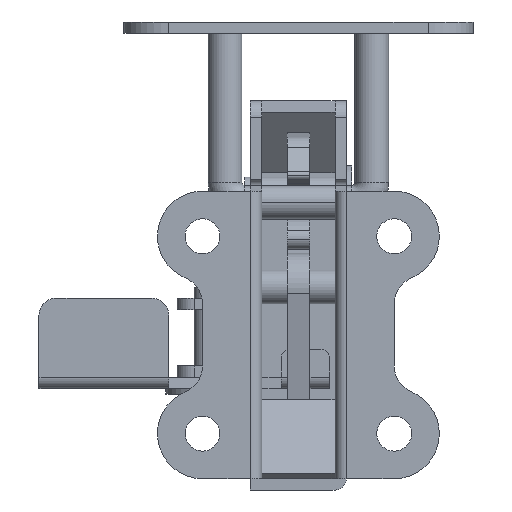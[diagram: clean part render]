
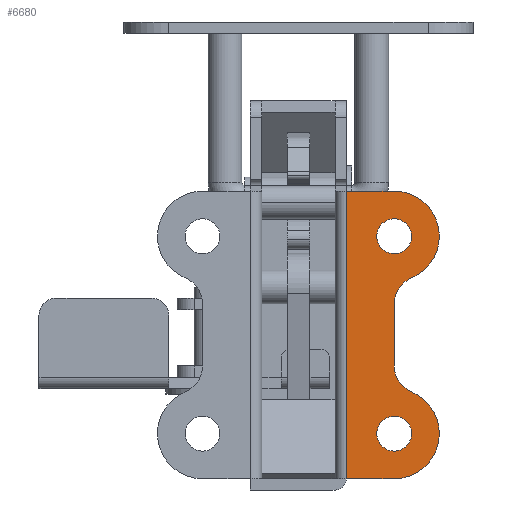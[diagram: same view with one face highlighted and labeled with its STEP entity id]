
A CAD part, front view. The second image highlights one B-rep face of the part: STEP entity #6680.
In plain terms, the highlighted face is planar.
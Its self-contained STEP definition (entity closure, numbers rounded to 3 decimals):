
#107 = CARTESIAN_POINT ( 'NONE',  ( -0.5, 22.4, -8.5 ) ) ;
#114 = EDGE_CURVE ( 'NONE', #6988, #5205, #2075, .T. ) ;
#159 = DIRECTION ( 'NONE',  ( -1., 0., 0. ) ) ;
#431 = CIRCLE ( 'NONE', #8435, 5. ) ;
#434 = CARTESIAN_POINT ( 'NONE',  ( -0.5, 22.4, -8.5 ) ) ;
#439 = DIRECTION ( 'NONE',  ( 0., -1., 0. ) ) ;
#459 = CARTESIAN_POINT ( 'NONE',  ( 19.5, 22.4, -17. ) ) ;
#547 = AXIS2_PLACEMENT_3D ( 'NONE', #8801, #7868, #6950 ) ;
#638 = VERTEX_POINT ( 'NONE', #4212 ) ;
#756 = AXIS2_PLACEMENT_3D ( 'NONE', #2730, #1779, #822 ) ;
#822 = DIRECTION ( 'NONE',  ( -1., 0., 0. ) ) ;
#980 = ORIENTED_EDGE ( 'NONE', *, *, #5324, .T. ) ;
#1052 = EDGE_CURVE ( 'NONE', #4721, #5788, #1124, .T. ) ;
#1053 = LINE ( 'NONE', #107, #4447 ) ;
#1104 = CARTESIAN_POINT ( 'NONE',  ( 19.5, 22.4, -17. ) ) ;
#1124 = CIRCLE ( 'NONE', #547, 3.1 ) ;
#1202 = CIRCLE ( 'NONE', #3632, 3.1 ) ;
#1209 = VERTEX_POINT ( 'NONE', #6333 ) ;
#1235 = EDGE_CURVE ( 'NONE', #5205, #8700, #431, .T. ) ;
#1240 = DIRECTION ( 'NONE',  ( 1., 0., 0. ) ) ;
#1267 = ORIENTED_EDGE ( 'NONE', *, *, #6161, .T. ) ;
#1362 = EDGE_LOOP ( 'NONE', ( #3081, #980, #5066, #6789, #1267, #2593, #5497, #1941 ) ) ;
#1396 = CARTESIAN_POINT ( 'NONE',  ( 19.5, 22.4, -22. ) ) ;
#1493 = PLANE ( 'NONE',  #4820 ) ;
#1779 = DIRECTION ( 'NONE',  ( 0., 1., 0. ) ) ;
#1941 = ORIENTED_EDGE ( 'NONE', *, *, #4756, .T. ) ;
#2016 = CARTESIAN_POINT ( 'NONE',  ( 14.885, 22.4, -20.077 ) ) ;
#2029 = CIRCLE ( 'NONE', #756, 3.1 ) ;
#2075 = LINE ( 'NONE', #1104, #6961 ) ;
#2093 = CIRCLE ( 'NONE', #6429, 5. ) ;
#2180 = CARTESIAN_POINT ( 'NONE',  ( 50.5, 22.4, -8.5 ) ) ;
#2209 = DIRECTION ( 'NONE',  ( 1., 0., 0. ) ) ;
#2373 = VECTOR ( 'NONE', #1240, 1000. ) ;
#2593 = ORIENTED_EDGE ( 'NONE', *, *, #114, .T. ) ;
#2650 = EDGE_CURVE ( 'NONE', #1209, #4489, #7575, .T. ) ;
#2663 = EDGE_CURVE ( 'NONE', #9074, #638, #1202, .T. ) ;
#2667 = CARTESIAN_POINT ( 'NONE',  ( 30.5, 22.4, -22. ) ) ;
#2730 = CARTESIAN_POINT ( 'NONE',  ( 7.5, 22.4, -17. ) ) ;
#2815 = DIRECTION ( 'NONE',  ( -1., 0., 0. ) ) ;
#2860 = CIRCLE ( 'NONE', #4659, 3.1 ) ;
#2901 = FACE_OUTER_BOUND ( 'NONE', #1362, .T. ) ;
#3065 = CARTESIAN_POINT ( 'NONE',  ( 50.5, 22.4, -8.5 ) ) ;
#3081 = ORIENTED_EDGE ( 'NONE', *, *, #8702, .T. ) ;
#3133 = LINE ( 'NONE', #2180, #2373 ) ;
#3165 = DIRECTION ( 'NONE',  ( 0., -1., 0. ) ) ;
#3397 = AXIS2_PLACEMENT_3D ( 'NONE', #7719, #6764, #5824 ) ;
#3456 = CIRCLE ( 'NONE', #3397, 8. ) ;
#3632 = AXIS2_PLACEMENT_3D ( 'NONE', #8214, #7287, #6358 ) ;
#3756 = DIRECTION ( 'NONE',  ( 0., 1., 0. ) ) ;
#4131 = CARTESIAN_POINT ( 'NONE',  ( 50.5, 22.4, 8.5 ) ) ;
#4212 = CARTESIAN_POINT ( 'NONE',  ( 4.4, 22.4, -17. ) ) ;
#4361 = AXIS2_PLACEMENT_3D ( 'NONE', #4712, #3756, #2815 ) ;
#4397 = CARTESIAN_POINT ( 'NONE',  ( 10.6, 22.4, -17. ) ) ;
#4447 = VECTOR ( 'NONE', #8375, 1000. ) ;
#4462 = EDGE_LOOP ( 'NONE', ( #8649, #6323 ) ) ;
#4489 = VERTEX_POINT ( 'NONE', #5684 ) ;
#4659 = AXIS2_PLACEMENT_3D ( 'NONE', #7413, #6464, #5549 ) ;
#4712 = CARTESIAN_POINT ( 'NONE',  ( 42.5, 22.4, -17. ) ) ;
#4719 = EDGE_CURVE ( 'NONE', #638, #9074, #2029, .T. ) ;
#4721 = VERTEX_POINT ( 'NONE', #8136 ) ;
#4756 = EDGE_CURVE ( 'NONE', #8700, #7344, #3456, .T. ) ;
#4820 = AXIS2_PLACEMENT_3D ( 'NONE', #4131, #3165, #2209 ) ;
#4993 = FACE_BOUND ( 'NONE', #4462, .T. ) ;
#5066 = ORIENTED_EDGE ( 'NONE', *, *, #5991, .T. ) ;
#5205 = VERTEX_POINT ( 'NONE', #459 ) ;
#5324 = EDGE_CURVE ( 'NONE', #6375, #8371, #3133, .T. ) ;
#5400 = DIRECTION ( 'NONE',  ( 0., 0., -1. ) ) ;
#5497 = ORIENTED_EDGE ( 'NONE', *, *, #1235, .T. ) ;
#5520 = CARTESIAN_POINT ( 'NONE',  ( 45.6, 22.4, -17. ) ) ;
#5549 = DIRECTION ( 'NONE',  ( -1., 0., 0. ) ) ;
#5684 = CARTESIAN_POINT ( 'NONE',  ( 35.115, 22.4, -20.077 ) ) ;
#5788 = VERTEX_POINT ( 'NONE', #5520 ) ;
#5824 = DIRECTION ( 'NONE',  ( -1., 0., 0. ) ) ;
#5991 = EDGE_CURVE ( 'NONE', #8371, #1209, #8190, .T. ) ;
#6161 = EDGE_CURVE ( 'NONE', #4489, #6988, #2093, .T. ) ;
#6224 = DIRECTION ( 'NONE',  ( -1., 0., 0. ) ) ;
#6323 = ORIENTED_EDGE ( 'NONE', *, *, #7095, .F. ) ;
#6333 = CARTESIAN_POINT ( 'NONE',  ( 50.5, 22.4, -17. ) ) ;
#6335 = CARTESIAN_POINT ( 'NONE',  ( 50.5, 22.4, 8.5 ) ) ;
#6358 = DIRECTION ( 'NONE',  ( -1., 0., 0. ) ) ;
#6375 = VERTEX_POINT ( 'NONE', #434 ) ;
#6429 = AXIS2_PLACEMENT_3D ( 'NONE', #2667, #7151, #6224 ) ;
#6464 = DIRECTION ( 'NONE',  ( 0., 1., 0. ) ) ;
#6680 = ADVANCED_FACE ( 'NONE', ( #2901, #8277, #4993 ), #1493, .F. ) ;
#6764 = DIRECTION ( 'NONE',  ( 0., 1., 0. ) ) ;
#6789 = ORIENTED_EDGE ( 'NONE', *, *, #2650, .T. ) ;
#6950 = DIRECTION ( 'NONE',  ( -1., 0., 0. ) ) ;
#6961 = VECTOR ( 'NONE', #159, 1000. ) ;
#6988 = VERTEX_POINT ( 'NONE', #7137 ) ;
#7095 = EDGE_CURVE ( 'NONE', #5788, #4721, #2860, .T. ) ;
#7137 = CARTESIAN_POINT ( 'NONE',  ( 30.5, 22.4, -17. ) ) ;
#7151 = DIRECTION ( 'NONE',  ( 0., -1., 0. ) ) ;
#7287 = DIRECTION ( 'NONE',  ( 0., 1., 0. ) ) ;
#7344 = VERTEX_POINT ( 'NONE', #8655 ) ;
#7413 = CARTESIAN_POINT ( 'NONE',  ( 42.5, 22.4, -17. ) ) ;
#7533 = ORIENTED_EDGE ( 'NONE', *, *, #2663, .F. ) ;
#7575 = CIRCLE ( 'NONE', #4361, 8. ) ;
#7719 = CARTESIAN_POINT ( 'NONE',  ( 7.5, 22.4, -17. ) ) ;
#7868 = DIRECTION ( 'NONE',  ( 0., 1., 0. ) ) ;
#8016 = EDGE_LOOP ( 'NONE', ( #8808, #7533 ) ) ;
#8136 = CARTESIAN_POINT ( 'NONE',  ( 39.4, 22.4, -17. ) ) ;
#8190 = LINE ( 'NONE', #6335, #8247 ) ;
#8214 = CARTESIAN_POINT ( 'NONE',  ( 7.5, 22.4, -17. ) ) ;
#8247 = VECTOR ( 'NONE', #5400, 1000. ) ;
#8277 = FACE_BOUND ( 'NONE', #8016, .T. ) ;
#8371 = VERTEX_POINT ( 'NONE', #3065 ) ;
#8375 = DIRECTION ( 'NONE',  ( 0., 0., 1. ) ) ;
#8435 = AXIS2_PLACEMENT_3D ( 'NONE', #1396, #439, #8678 ) ;
#8649 = ORIENTED_EDGE ( 'NONE', *, *, #1052, .F. ) ;
#8655 = CARTESIAN_POINT ( 'NONE',  ( -0.5, 22.4, -17. ) ) ;
#8678 = DIRECTION ( 'NONE',  ( 1., 0., 0. ) ) ;
#8700 = VERTEX_POINT ( 'NONE', #2016 ) ;
#8702 = EDGE_CURVE ( 'NONE', #7344, #6375, #1053, .T. ) ;
#8801 = CARTESIAN_POINT ( 'NONE',  ( 42.5, 22.4, -17. ) ) ;
#8808 = ORIENTED_EDGE ( 'NONE', *, *, #4719, .F. ) ;
#9074 = VERTEX_POINT ( 'NONE', #4397 ) ;
